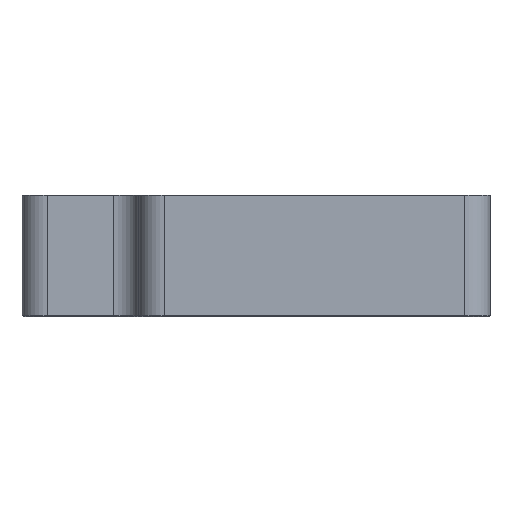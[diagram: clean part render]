
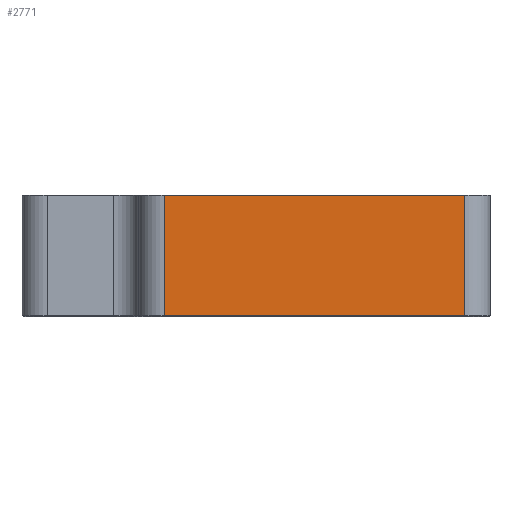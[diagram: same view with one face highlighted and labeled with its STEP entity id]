
A CAD part, front view. The second image highlights one B-rep face of the part: STEP entity #2771.
In plain terms, the highlighted planar face has unit normal (0, -1, 0).
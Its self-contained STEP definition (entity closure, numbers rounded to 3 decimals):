
#231=FACE_OUTER_BOUND('',#404,.T.);
#404=EDGE_LOOP('',(#1990,#1991,#1992,#1993));
#630=LINE('',#4253,#934);
#631=LINE('',#4255,#935);
#632=LINE('',#4257,#936);
#633=LINE('',#4258,#937);
#934=VECTOR('',#3387,10.);
#935=VECTOR('',#3388,10.);
#936=VECTOR('',#3389,10.);
#937=VECTOR('',#3390,10.);
#1242=VERTEX_POINT('',#4251);
#1243=VERTEX_POINT('',#4252);
#1244=VERTEX_POINT('',#4254);
#1245=VERTEX_POINT('',#4256);
#1520=EDGE_CURVE('',#1242,#1243,#630,.T.);
#1521=EDGE_CURVE('',#1244,#1243,#631,.T.);
#1522=EDGE_CURVE('',#1245,#1244,#632,.T.);
#1523=EDGE_CURVE('',#1242,#1245,#633,.T.);
#1990=ORIENTED_EDGE('',*,*,#1520,.T.);
#1991=ORIENTED_EDGE('',*,*,#1521,.F.);
#1992=ORIENTED_EDGE('',*,*,#1522,.F.);
#1993=ORIENTED_EDGE('',*,*,#1523,.F.);
#2657=PLANE('',#2970);
#2771=ADVANCED_FACE('',(#231),#2657,.T.);
#2970=AXIS2_PLACEMENT_3D('',#4250,#3385,#3386);
#3385=DIRECTION('center_axis',(0.,-1.,0.));
#3386=DIRECTION('ref_axis',(1.,0.,0.));
#3387=DIRECTION('',(0.,0.,1.));
#3388=DIRECTION('',(1.,0.,0.));
#3389=DIRECTION('',(0.,0.,1.));
#3390=DIRECTION('',(-1.,0.,0.));
#4250=CARTESIAN_POINT('Origin',(-16.7,-69.8,-5.025));
#4251=CARTESIAN_POINT('',(42.5,-69.8,-4.825));
#4252=CARTESIAN_POINT('',(42.5,-69.8,18.975));
#4253=CARTESIAN_POINT('',(42.5,-69.8,-5.025));
#4254=CARTESIAN_POINT('',(-16.7,-69.8,18.975));
#4255=CARTESIAN_POINT('',(42.5,-69.8,18.975));
#4256=CARTESIAN_POINT('',(-16.7,-69.8,-4.825));
#4257=CARTESIAN_POINT('',(-16.7,-69.8,-5.025));
#4258=CARTESIAN_POINT('',(-7.657,-69.8,-4.825));
